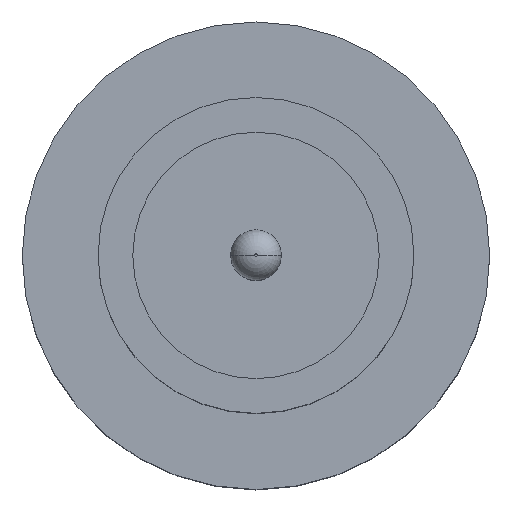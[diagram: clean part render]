
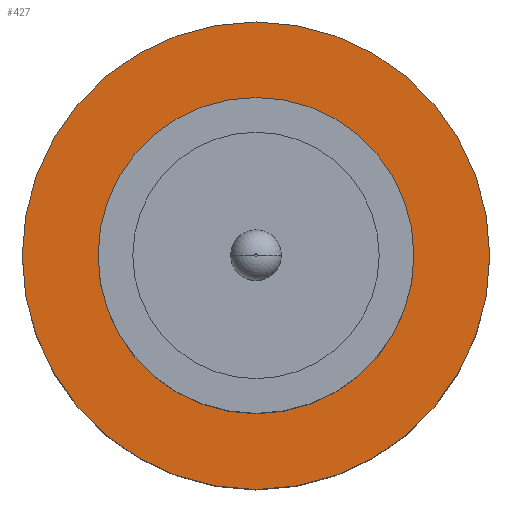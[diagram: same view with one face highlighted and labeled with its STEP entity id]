
A CAD part, top view. The second image highlights one B-rep face of the part: STEP entity #427.
In plain terms, the highlighted planar face has unit normal (0, 0, 1).
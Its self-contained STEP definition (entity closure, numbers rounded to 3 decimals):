
#28 = DIRECTION ( 'NONE',  ( 1., 0., 0. ) ) ;
#45 = VERTEX_POINT ( 'NONE', #817 ) ;
#67 = CARTESIAN_POINT ( 'NONE',  ( 1.25, 0., 1.55 ) ) ;
#68 = CARTESIAN_POINT ( 'NONE',  ( 0., 0., 1.55 ) ) ;
#71 = EDGE_CURVE ( 'NONE', #342, #630, #418, .T. ) ;
#84 = AXIS2_PLACEMENT_3D ( 'NONE', #734, #883, #884 ) ;
#86 = CIRCLE ( 'NONE', #285, 1.85 ) ;
#127 = DIRECTION ( 'NONE',  ( 0., 0., 1. ) ) ;
#205 = EDGE_CURVE ( 'NONE', #326, #45, #582, .T. ) ;
#211 = EDGE_LOOP ( 'NONE', ( #678, #680 ) ) ;
#234 = CARTESIAN_POINT ( 'NONE',  ( 0., 0., 1.55 ) ) ;
#285 = AXIS2_PLACEMENT_3D ( 'NONE', #68, #847, #544 ) ;
#290 = FACE_OUTER_BOUND ( 'NONE', #563, .T. ) ;
#324 = AXIS2_PLACEMENT_3D ( 'NONE', #234, #373, #28 ) ;
#326 = VERTEX_POINT ( 'NONE', #484 ) ;
#342 = VERTEX_POINT ( 'NONE', #534 ) ;
#373 = DIRECTION ( 'NONE',  ( 0., 0., 1. ) ) ;
#397 = CARTESIAN_POINT ( 'NONE',  ( 0., 0., 1.55 ) ) ;
#408 = AXIS2_PLACEMENT_3D ( 'NONE', #541, #771, #775 ) ;
#418 = CIRCLE ( 'NONE', #408, 1.25 ) ;
#427 = ADVANCED_FACE ( 'NONE', ( #661, #290 ), #447, .T. ) ;
#433 = ORIENTED_EDGE ( 'NONE', *, *, #540, .T. ) ;
#447 = PLANE ( 'NONE',  #84 ) ;
#458 = EDGE_CURVE ( 'NONE', #630, #342, #861, .T. ) ;
#484 = CARTESIAN_POINT ( 'NONE',  ( -1.85, 0., 1.55 ) ) ;
#533 = DIRECTION ( 'NONE',  ( 1., 0., 0. ) ) ;
#534 = CARTESIAN_POINT ( 'NONE',  ( -1.25, 0., 1.55 ) ) ;
#540 = EDGE_CURVE ( 'NONE', #45, #326, #86, .T. ) ;
#541 = CARTESIAN_POINT ( 'NONE',  ( 0., 0., 1.55 ) ) ;
#544 = DIRECTION ( 'NONE',  ( 1., 0., 0. ) ) ;
#563 = EDGE_LOOP ( 'NONE', ( #740, #433 ) ) ;
#580 = AXIS2_PLACEMENT_3D ( 'NONE', #397, #127, #533 ) ;
#582 = CIRCLE ( 'NONE', #324, 1.85 ) ;
#630 = VERTEX_POINT ( 'NONE', #67 ) ;
#661 = FACE_BOUND ( 'NONE', #211, .T. ) ;
#678 = ORIENTED_EDGE ( 'NONE', *, *, #458, .F. ) ;
#680 = ORIENTED_EDGE ( 'NONE', *, *, #71, .F. ) ;
#734 = CARTESIAN_POINT ( 'NONE',  ( 0., 0., 1.55 ) ) ;
#740 = ORIENTED_EDGE ( 'NONE', *, *, #205, .T. ) ;
#771 = DIRECTION ( 'NONE',  ( 0., 0., 1. ) ) ;
#775 = DIRECTION ( 'NONE',  ( 1., 0., 0. ) ) ;
#817 = CARTESIAN_POINT ( 'NONE',  ( 1.85, 0., 1.55 ) ) ;
#847 = DIRECTION ( 'NONE',  ( 0., 0., 1. ) ) ;
#861 = CIRCLE ( 'NONE', #580, 1.25 ) ;
#883 = DIRECTION ( 'NONE',  ( 0., 0., 1. ) ) ;
#884 = DIRECTION ( 'NONE',  ( 1., 0., 0. ) ) ;
